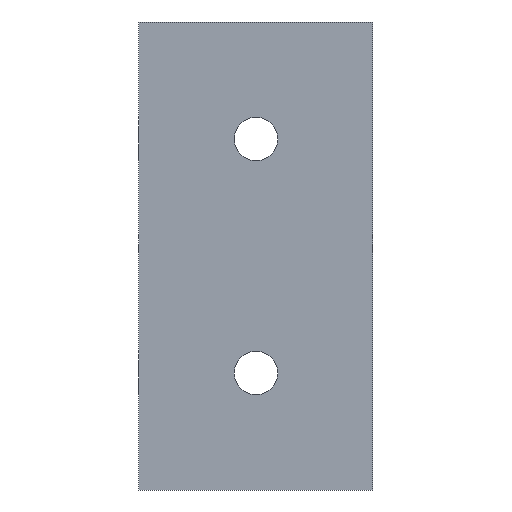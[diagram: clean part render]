
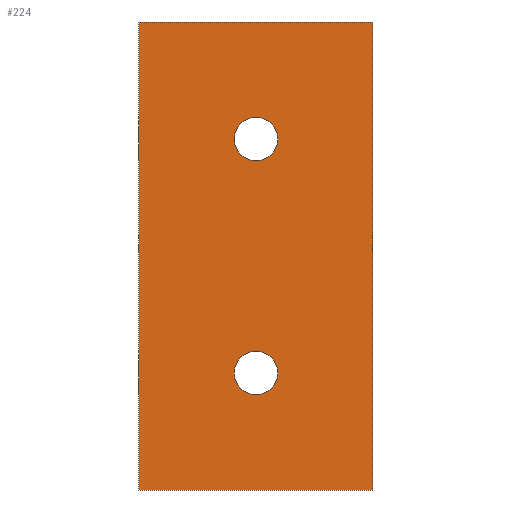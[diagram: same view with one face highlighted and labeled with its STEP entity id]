
A CAD part, front view. The second image highlights one B-rep face of the part: STEP entity #224.
In plain terms, the highlighted planar face has unit normal (0, -1, 0).
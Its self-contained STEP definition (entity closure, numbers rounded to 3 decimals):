
#18=LINE($,#343,#36);
#27=LINE($,#361,#45);
#28=LINE($,#364,#46);
#29=LINE($,#365,#47);
#36=VECTOR($,#283,45.);
#45=VECTOR($,#300,90.);
#46=VECTOR($,#303,45.);
#47=VECTOR($,#304,90.);
#54=PLANE($,#247);
#67=FACE_BOUND($,#98,.T.);
#68=FACE_BOUND($,#99,.T.);
#69=FACE_BOUND($,#100,.T.);
#98=EDGE_LOOP($,(#193));
#99=EDGE_LOOP($,(#194));
#100=EDGE_LOOP($,(#195,#196,#197,#198));
#106=CIRCLE($,#232,4.2);
#108=CIRCLE($,#235,4.2);
#114=VERTEX_POINT($,#314);
#116=VERTEX_POINT($,#319);
#121=VERTEX_POINT($,#332);
#126=VERTEX_POINT($,#341);
#131=VERTEX_POINT($,#359);
#132=VERTEX_POINT($,#363);
#134=EDGE_CURVE($,#114,#114,#106,.T.);
#136=EDGE_CURVE($,#116,#116,#108,.T.);
#146=EDGE_CURVE($,#126,#121,#18,.T.);
#155=EDGE_CURVE($,#131,#126,#27,.T.);
#156=EDGE_CURVE($,#132,#131,#28,.T.);
#157=EDGE_CURVE($,#121,#132,#29,.T.);
#193=ORIENTED_EDGE($,*,*,#134,.T.);
#194=ORIENTED_EDGE($,*,*,#136,.T.);
#195=ORIENTED_EDGE($,*,*,#155,.F.);
#196=ORIENTED_EDGE($,*,*,#156,.F.);
#197=ORIENTED_EDGE($,*,*,#157,.F.);
#198=ORIENTED_EDGE($,*,*,#146,.F.);
#224=ADVANCED_FACE($,(#67,#68,#69),#54,.T.);
#232=AXIS2_PLACEMENT_3D($,#315,#256,#257);
#235=AXIS2_PLACEMENT_3D($,#320,#262,#263);
#247=AXIS2_PLACEMENT_3D($,#362,#301,#302);
#256=DIRECTION('center_axis',(0.,1.,0.));
#257=DIRECTION('ref_axis',(1.,0.,0.));
#262=DIRECTION('center_axis',(0.,1.,0.));
#263=DIRECTION('ref_axis',(1.,0.,0.));
#283=DIRECTION($,(-1.,0.,0.));
#300=DIRECTION($,(0.,0.,-1.));
#301=DIRECTION('center_axis',(0.,-1.,0.));
#302=DIRECTION('ref_axis',(1.,0.,0.));
#303=DIRECTION($,(1.,0.,0.));
#304=DIRECTION($,(0.,0.,1.));
#314=CARTESIAN_POINT('',(26.7,0.,22.5));
#315=CARTESIAN_POINT('Origin',(22.5,0.,22.5));
#319=CARTESIAN_POINT('',(26.7,0.,-22.5));
#320=CARTESIAN_POINT('Origin',(22.5,0.,-22.5));
#332=CARTESIAN_POINT('',(0.,0.,-45.));
#341=CARTESIAN_POINT('',(45.,0.,-45.));
#343=CARTESIAN_POINT($,(45.,0.,-45.));
#359=CARTESIAN_POINT('',(45.,0.,45.));
#361=CARTESIAN_POINT($,(45.,0.,0.));
#362=CARTESIAN_POINT('Origin',(0.,0.,0.));
#363=CARTESIAN_POINT('',(0.,0.,45.));
#364=CARTESIAN_POINT($,(45.,0.,45.));
#365=CARTESIAN_POINT($,(0.,0.,0.));
